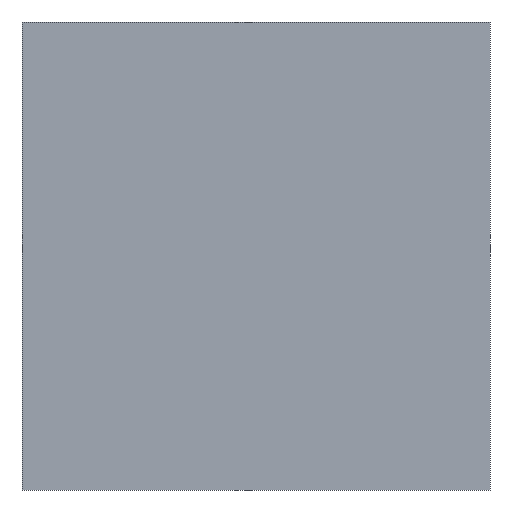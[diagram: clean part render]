
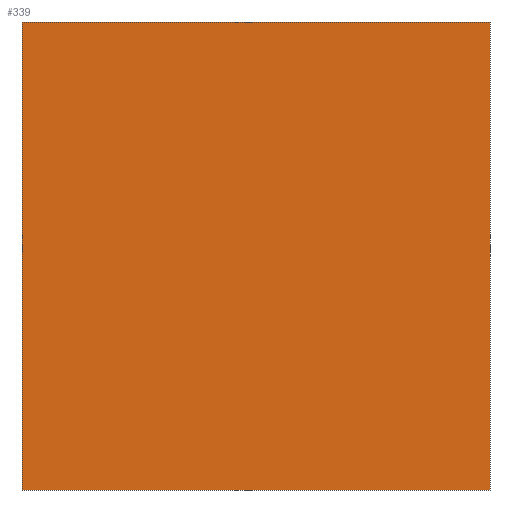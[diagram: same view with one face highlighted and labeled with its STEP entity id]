
A CAD part, left-side view. The second image highlights one B-rep face of the part: STEP entity #339.
In plain terms, the highlighted planar face has unit normal (-1, 0, 0).
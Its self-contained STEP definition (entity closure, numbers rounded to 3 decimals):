
#28=PLANE('',#395);
#48=FACE_OUTER_BOUND('',#75,.T.);
#75=EDGE_LOOP('',(#299,#300,#301,#302));
#90=LINE('',#582,#113);
#98=LINE('',#597,#121);
#99=LINE('',#599,#122);
#100=LINE('',#600,#123);
#113=VECTOR('',#486,10.);
#121=VECTOR('',#498,10.);
#122=VECTOR('',#501,10.);
#123=VECTOR('',#502,10.);
#169=VERTEX_POINT('',#579);
#170=VERTEX_POINT('',#581);
#174=VERTEX_POINT('',#593);
#175=VERTEX_POINT('',#595);
#210=EDGE_CURVE('',#169,#170,#90,.T.);
#218=EDGE_CURVE('',#174,#175,#98,.T.);
#219=EDGE_CURVE('',#169,#174,#99,.T.);
#220=EDGE_CURVE('',#170,#175,#100,.T.);
#299=ORIENTED_EDGE('',*,*,#219,.T.);
#300=ORIENTED_EDGE('',*,*,#218,.T.);
#301=ORIENTED_EDGE('',*,*,#220,.F.);
#302=ORIENTED_EDGE('',*,*,#210,.F.);
#339=ADVANCED_FACE('',(#48),#28,.T.);
#395=AXIS2_PLACEMENT_3D('',#598,#499,#500);
#486=DIRECTION('',(0.,0.,1.));
#498=DIRECTION('',(0.,0.,1.));
#499=DIRECTION('center_axis',(-1.,0.,0.));
#500=DIRECTION('ref_axis',(0.,-1.,0.));
#501=DIRECTION('',(0.,-1.,0.));
#502=DIRECTION('',(0.,-1.,0.));
#579=CARTESIAN_POINT('',(0.,60.,0.));
#581=CARTESIAN_POINT('',(0.,60.,60.));
#582=CARTESIAN_POINT('',(0.,60.,0.));
#593=CARTESIAN_POINT('',(0.,0.,0.));
#595=CARTESIAN_POINT('',(0.,0.,60.));
#597=CARTESIAN_POINT('',(0.,0.,0.));
#598=CARTESIAN_POINT('Origin',(0.,60.,0.));
#599=CARTESIAN_POINT('',(0.,60.,0.));
#600=CARTESIAN_POINT('',(0.,60.,60.));
